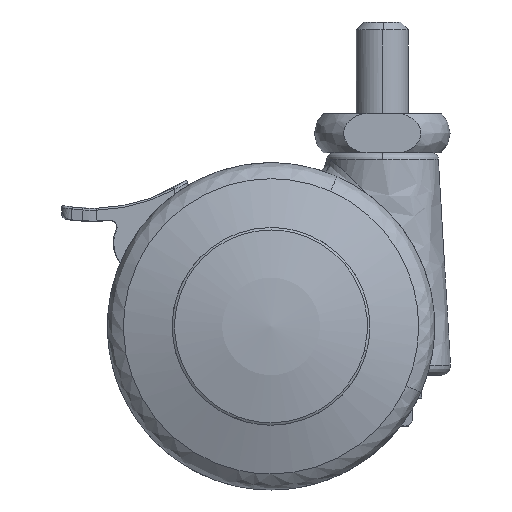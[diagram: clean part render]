
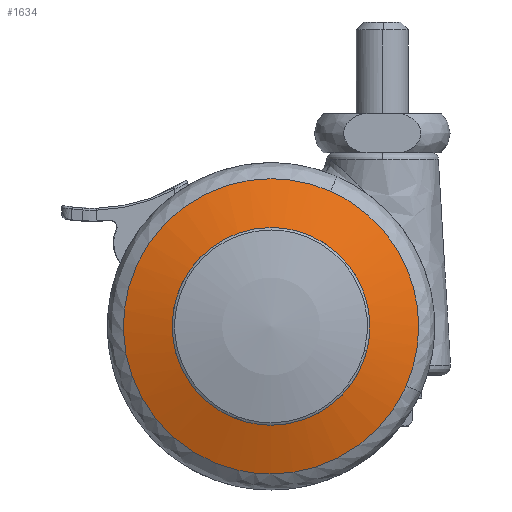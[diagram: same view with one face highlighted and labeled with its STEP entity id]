
A CAD part, front view. The second image highlights one B-rep face of the part: STEP entity #1634.
In plain terms, the highlighted free-form (B-spline) face has degree [2, 2] with [4, 4] control points.
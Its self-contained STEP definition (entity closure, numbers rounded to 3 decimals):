
#671=CARTESIAN_POINT('',(14.994,-22.5,-1.782));
#672=VERTEX_POINT('',#671);
#678=CARTESIAN_POINT('',(0.0,-22.5,15.1));
#679=VERTEX_POINT('',#678);
#680=CARTESIAN_POINT('',(14.994,-22.5,-1.782));
#681=CARTESIAN_POINT('',(15.1,-22.5,-0.894));
#682=CARTESIAN_POINT('',(15.1,-22.5,0.));
#683=CARTESIAN_POINT('',(15.1,-22.5,15.1));
#684=CARTESIAN_POINT('',(0.0,-22.5,15.1));
#692=(BOUNDED_CURVE()B_SPLINE_CURVE(2,(#680,#681,#682,#683,#684),.UNSPECIFIED.,.F.,.U.)B_SPLINE_CURVE_WITH_KNOTS((3,2,3),(0.23,0.25,0.5),.UNSPECIFIED.)CURVE()GEOMETRIC_REPRESENTATION_ITEM()RATIONAL_B_SPLINE_CURVE((0.956,0.976,1.0,0.707,1.0))REPRESENTATION_ITEM(''));
#693=EDGE_CURVE('',#672,#679,#692,.T.);
#695=CARTESIAN_POINT('',(-15.072,-22.5,0.922));
#696=VERTEX_POINT('',#695);
#697=CARTESIAN_POINT('',(0.0,-22.5,15.1));
#698=CARTESIAN_POINT('',(-14.205,-22.5,15.1));
#699=CARTESIAN_POINT('',(-15.072,-22.5,0.922));
#707=(BOUNDED_CURVE()B_SPLINE_CURVE(2,(#697,#698,#699),.UNSPECIFIED.,.F.,.U.)B_SPLINE_CURVE_WITH_KNOTS((3,3),(0.5,0.739),.UNSPECIFIED.)CURVE()GEOMETRIC_REPRESENTATION_ITEM()RATIONAL_B_SPLINE_CURVE((1.0,0.72,0.976))REPRESENTATION_ITEM(''));
#708=EDGE_CURVE('',#679,#696,#707,.T.);
#782=CARTESIAN_POINT('',(0.0,-22.5,-15.1));
#783=VERTEX_POINT('',#782);
#784=CARTESIAN_POINT('',(-15.072,-22.5,0.922));
#785=CARTESIAN_POINT('',(-15.1,-22.5,0.461));
#786=CARTESIAN_POINT('',(-15.1,-22.5,0.));
#787=CARTESIAN_POINT('',(-15.1,-22.5,-15.1));
#788=CARTESIAN_POINT('',(0.0,-22.5,-15.1));
#796=(BOUNDED_CURVE()B_SPLINE_CURVE(2,(#784,#785,#786,#787,#788),.UNSPECIFIED.,.F.,.U.)B_SPLINE_CURVE_WITH_KNOTS((3,2,3),(0.739,0.75,1.0),.UNSPECIFIED.)CURVE()GEOMETRIC_REPRESENTATION_ITEM()RATIONAL_B_SPLINE_CURVE((0.976,0.988,1.0,0.707,1.0))REPRESENTATION_ITEM(''));
#797=EDGE_CURVE('',#696,#783,#796,.T.);
#799=CARTESIAN_POINT('',(0.0,-22.5,-15.1));
#800=CARTESIAN_POINT('',(13.411,-22.5,-15.1));
#801=CARTESIAN_POINT('',(14.994,-22.5,-1.782));
#809=(BOUNDED_CURVE()B_SPLINE_CURVE(2,(#799,#800,#801),.UNSPECIFIED.,.F.,.U.)B_SPLINE_CURVE_WITH_KNOTS((3,3),(0.0,0.23),.UNSPECIFIED.)CURVE()GEOMETRIC_REPRESENTATION_ITEM()RATIONAL_B_SPLINE_CURVE((1.0,0.731,0.956))REPRESENTATION_ITEM(''));
#810=EDGE_CURVE('',#783,#672,#809,.T.);
#1249=CARTESIAN_POINT('',(9.088,-19.935,20.644));
#1250=VERTEX_POINT('',#1249);
#1251=CARTESIAN_POINT('',(0.0,-19.935,22.555));
#1252=VERTEX_POINT('',#1251);
#1253=CARTESIAN_POINT('',(9.088,-19.935,20.644));
#1254=CARTESIAN_POINT('',(4.745,-19.935,22.555));
#1255=CARTESIAN_POINT('',(0.0,-19.935,22.555));
#1263=(BOUNDED_CURVE()B_SPLINE_CURVE(2,(#1253,#1254,#1255),.UNSPECIFIED.,.F.,.U.)B_SPLINE_CURVE_WITH_KNOTS((3,3),(0.432,0.5),.UNSPECIFIED.)CURVE()GEOMETRIC_REPRESENTATION_ITEM()RATIONAL_B_SPLINE_CURVE((0.884,0.92,1.0))REPRESENTATION_ITEM(''));
#1264=EDGE_CURVE('',#1250,#1252,#1263,.T.);
#1284=CARTESIAN_POINT('',(20.644,-19.935,-9.088));
#1285=VERTEX_POINT('',#1284);
#1299=CARTESIAN_POINT('',(0.0,-19.935,-22.555));
#1300=VERTEX_POINT('',#1299);
#1301=CARTESIAN_POINT('',(0.0,-19.935,-22.555));
#1302=CARTESIAN_POINT('',(14.715,-19.935,-22.555));
#1303=CARTESIAN_POINT('',(20.644,-19.935,-9.088));
#1311=(BOUNDED_CURVE()B_SPLINE_CURVE(2,(#1301,#1302,#1303),.UNSPECIFIED.,.F.,.U.)B_SPLINE_CURVE_WITH_KNOTS((3,3),(0.0,0.182),.UNSPECIFIED.)CURVE()GEOMETRIC_REPRESENTATION_ITEM()RATIONAL_B_SPLINE_CURVE((1.0,0.787,0.884))REPRESENTATION_ITEM(''));
#1312=EDGE_CURVE('',#1300,#1285,#1311,.T.);
#1314=CARTESIAN_POINT('',(0.0,-19.935,22.555));
#1315=CARTESIAN_POINT('',(-22.555,-19.935,22.555));
#1316=CARTESIAN_POINT('',(-22.555,-19.935,0.));
#1317=CARTESIAN_POINT('',(-22.555,-19.935,-22.555));
#1318=CARTESIAN_POINT('',(0.0,-19.935,-22.555));
#1326=(BOUNDED_CURVE()B_SPLINE_CURVE(2,(#1314,#1315,#1316,#1317,#1318),.UNSPECIFIED.,.F.,.U.)B_SPLINE_CURVE_WITH_KNOTS((3,2,3),(0.5,0.75,1.0),.UNSPECIFIED.)CURVE()GEOMETRIC_REPRESENTATION_ITEM()RATIONAL_B_SPLINE_CURVE((1.0,0.707,1.0,0.707,1.0))REPRESENTATION_ITEM(''));
#1327=EDGE_CURVE('',#1252,#1300,#1326,.T.);
#1349=CARTESIAN_POINT('',(20.644,-19.935,-9.088));
#1350=CARTESIAN_POINT('',(22.555,-19.935,-4.745));
#1351=CARTESIAN_POINT('',(22.555,-19.935,0.));
#1352=CARTESIAN_POINT('',(22.555,-19.935,14.715));
#1353=CARTESIAN_POINT('',(9.088,-19.935,20.644));
#1361=(BOUNDED_CURVE()B_SPLINE_CURVE(2,(#1349,#1350,#1351,#1352,#1353),.UNSPECIFIED.,.F.,.U.)B_SPLINE_CURVE_WITH_KNOTS((3,2,3),(0.182,0.25,0.432),.UNSPECIFIED.)CURVE()GEOMETRIC_REPRESENTATION_ITEM()RATIONAL_B_SPLINE_CURVE((0.884,0.92,1.0,0.787,0.884))REPRESENTATION_ITEM(''));
#1362=EDGE_CURVE('',#1285,#1250,#1361,.T.);
#1598=CARTESIAN_POINT('',(-23.496,-14.039,-23.496));
#1599=CARTESIAN_POINT('',(-12.303,-19.022,-24.606));
#1600=CARTESIAN_POINT('',(12.303,-19.022,-24.606));
#1601=CARTESIAN_POINT('',(23.496,-14.039,-23.496));
#1602=CARTESIAN_POINT('',(-24.606,-19.022,-12.303));
#1603=CARTESIAN_POINT('',(-12.913,-24.5,-12.913));
#1604=CARTESIAN_POINT('',(12.912,-24.5,-12.913));
#1605=CARTESIAN_POINT('',(24.605,-19.022,-12.303));
#1606=CARTESIAN_POINT('',(-24.606,-19.022,12.303));
#1607=CARTESIAN_POINT('',(-12.913,-24.5,12.913));
#1608=CARTESIAN_POINT('',(12.912,-24.5,12.913));
#1609=CARTESIAN_POINT('',(24.605,-19.022,12.303));
#1610=CARTESIAN_POINT('',(-23.496,-14.039,23.496));
#1611=CARTESIAN_POINT('',(-12.303,-19.022,24.606));
#1612=CARTESIAN_POINT('',(12.303,-19.022,24.606));
#1613=CARTESIAN_POINT('',(23.496,-14.039,23.496));
#1621=(BOUNDED_SURFACE()B_SPLINE_SURFACE(2,2,((#1598,#1602,#1606,#1610),(#1599,#1603,#1607,#1611),(#1600,#1604,#1608,#1612),(#1601,#1605,#1609,#1613)),.UNSPECIFIED.,.F.,.F.,.U.)B_SPLINE_SURFACE_WITH_KNOTS((3,1,3),(3,1,3),(9.13,33.807,58.484),(9.13,33.807,58.485),.UNSPECIFIED.)GEOMETRIC_REPRESENTATION_ITEM()RATIONAL_B_SPLINE_SURFACE(((1.099,1.05,1.05,1.099),(1.05,1.0,1.0,1.05),(1.05,1.0,1.0,1.05),(1.099,1.05,1.05,1.099)))REPRESENTATION_ITEM('')SURFACE());
#1622=ORIENTED_EDGE('',*,*,#1312,.T.);
#1623=ORIENTED_EDGE('',*,*,#1362,.T.);
#1624=ORIENTED_EDGE('',*,*,#1264,.T.);
#1625=ORIENTED_EDGE('',*,*,#1327,.T.);
#1626=EDGE_LOOP('',(#1622,#1623,#1624,#1625));
#1627=FACE_OUTER_BOUND('',#1626,.T.);
#1628=ORIENTED_EDGE('',*,*,#708,.F.);
#1629=ORIENTED_EDGE('',*,*,#693,.F.);
#1630=ORIENTED_EDGE('',*,*,#810,.F.);
#1631=ORIENTED_EDGE('',*,*,#797,.F.);
#1632=EDGE_LOOP('',(#1628,#1629,#1630,#1631));
#1633=FACE_BOUND('',#1632,.T.);
#1634=ADVANCED_FACE('',(#1627,#1633),#1621,.T.);
